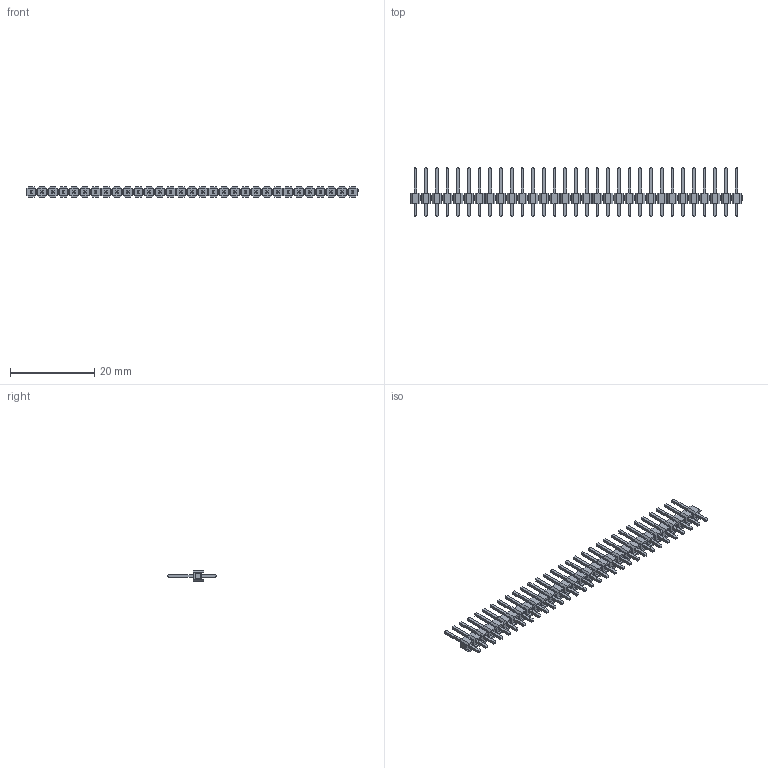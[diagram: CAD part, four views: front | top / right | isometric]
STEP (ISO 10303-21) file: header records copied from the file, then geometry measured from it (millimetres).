
FILE_DESCRIPTION (( 'STEP AP214' ), '1' );
FILE_NAME ('PLS-31.STEP', '2019-06-30T19:42:29', ( '' ), ( '' ), 'SwSTEP 2.0', 'SolidWorks 2018', '' );
FILE_SCHEMA (( 'AUTOMOTIVE_DESIGN' ));
Length unit declared in the file: millimetre
Products named in the file (1): PLS-31
Bounding box: 78.74 x 11.64 x 2.54 mm (x, y, z)
Volume: 477.3 mm3; surface area: 1794.2 mm2
Topology: 31 solids, 31 shells, 1302 faces, 2976 edges, 1860 vertices
Faces by surface type: plane 1302
Entity records: 49970 total; most frequent: CARTESIAN_POINT 6139, ORIENTED_EDGE 5952, DIRECTION 5582, LINE 2976, EDGE_CURVE 2976, VECTOR 2976, VERTEX_POINT 1860, EDGE_LOOP 1426
